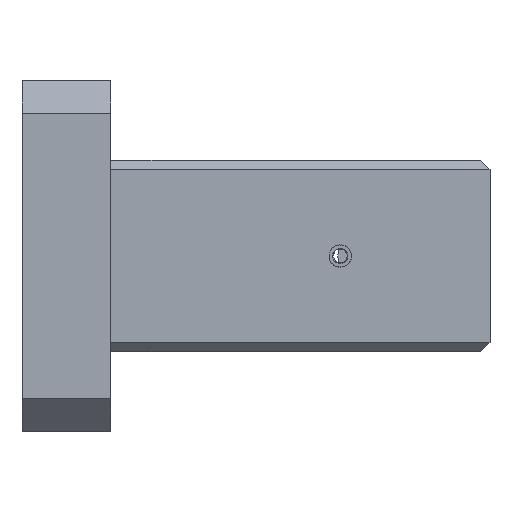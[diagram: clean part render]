
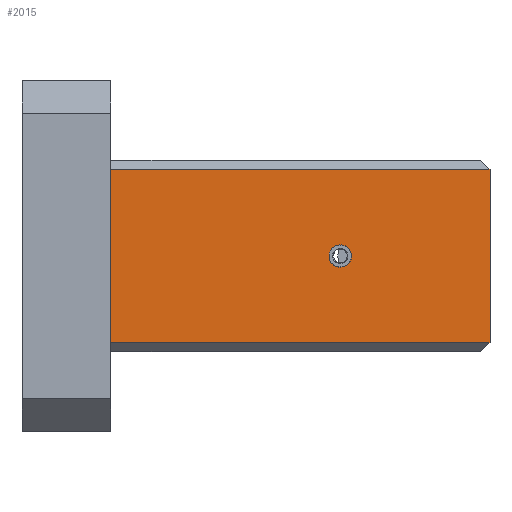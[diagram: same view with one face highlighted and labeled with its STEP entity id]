
A CAD part, front view. The second image highlights one B-rep face of the part: STEP entity #2015.
In plain terms, the highlighted planar face has unit normal (0, -1, 0).
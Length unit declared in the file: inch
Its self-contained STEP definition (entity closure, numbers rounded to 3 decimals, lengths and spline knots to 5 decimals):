
#97 = AXIS2_PLACEMENT_3D ( 'NONE', #1361, #867, #642 ) ;
#99 = ORIENTED_EDGE ( 'NONE', *, *, #1210, .T. ) ;
#123 = VERTEX_POINT ( 'NONE', #1619 ) ;
#166 = VERTEX_POINT ( 'NONE', #2131 ) ;
#243 = ORIENTED_EDGE ( 'NONE', *, *, #2207, .T. ) ;
#252 = CARTESIAN_POINT ( 'NONE',  ( -0.27214, -0.1677, 0.26835 ) ) ;
#291 = ORIENTED_EDGE ( 'NONE', *, *, #2623, .F. ) ;
#329 = VERTEX_POINT ( 'NONE', #533 ) ;
#465 = FACE_BOUND ( 'NONE', #544, .T. ) ;
#487 = DIRECTION ( 'NONE',  ( 0., -1., 0. ) ) ;
#520 = CARTESIAN_POINT ( 'NONE',  ( -0.76214, -0.1677, -0.10665 ) ) ;
#533 = CARTESIAN_POINT ( 'NONE',  ( -0.27214, -0.1677, 0.2449 ) ) ;
#544 = EDGE_LOOP ( 'NONE', ( #2815, #1074 ) ) ;
#548 = LINE ( 'NONE', #1772, #1024 ) ;
#642 = DIRECTION ( 'NONE',  ( -1., 0., 0. ) ) ;
#667 = PLANE ( 'NONE',  #97 ) ;
#683 = CARTESIAN_POINT ( 'NONE',  ( -0.27214, -0.1677, 0.26835 ) ) ;
#784 = CARTESIAN_POINT ( 'NONE',  ( 0.04786, -0.1677, 0.08335 ) ) ;
#861 = VECTOR ( 'NONE', #2593, 39.37008 ) ;
#867 = DIRECTION ( 'NONE',  ( 0., 1., 0. ) ) ;
#874 = CARTESIAN_POINT ( 'NONE',  ( -0.76214, -0.1677, 0.08335 ) ) ;
#962 = AXIS2_PLACEMENT_3D ( 'NONE', #683, #1825, #2297 ) ;
#998 = VERTEX_POINT ( 'NONE', #874 ) ;
#1023 = DIRECTION ( 'NONE',  ( 1., 0., 0. ) ) ;
#1024 = VECTOR ( 'NONE', #2706, 39.37008 ) ;
#1074 = ORIENTED_EDGE ( 'NONE', *, *, #1282, .F. ) ;
#1162 = CIRCLE ( 'NONE', #962, 0.02345 ) ;
#1186 = LINE ( 'NONE', #2351, #861 ) ;
#1210 = EDGE_CURVE ( 'NONE', #2248, #166, #548, .T. ) ;
#1235 = AXIS2_PLACEMENT_3D ( 'NONE', #252, #487, #1648 ) ;
#1282 = EDGE_CURVE ( 'NONE', #123, #329, #1162, .T. ) ;
#1361 = CARTESIAN_POINT ( 'NONE',  ( 0.04786, -0.1677, -0.10665 ) ) ;
#1363 = VECTOR ( 'NONE', #1023, 39.37008 ) ;
#1432 = LINE ( 'NONE', #784, #1363 ) ;
#1583 = CARTESIAN_POINT ( 'NONE',  ( 0.04786, -0.1677, 0.08335 ) ) ;
#1605 = CARTESIAN_POINT ( 'NONE',  ( -0.76214, -0.1677, 0.45335 ) ) ;
#1619 = CARTESIAN_POINT ( 'NONE',  ( -0.27214, -0.1677, 0.2918 ) ) ;
#1633 = ORIENTED_EDGE ( 'NONE', *, *, #2178, .T. ) ;
#1648 = DIRECTION ( 'NONE',  ( 0., 0., -1. ) ) ;
#1652 = VERTEX_POINT ( 'NONE', #1605 ) ;
#1772 = CARTESIAN_POINT ( 'NONE',  ( 0.04786, -0.1677, -0.10665 ) ) ;
#1780 = VECTOR ( 'NONE', #1882, 39.37008 ) ;
#1825 = DIRECTION ( 'NONE',  ( 0., -1., 0. ) ) ;
#1882 = DIRECTION ( 'NONE',  ( 0., 0., 1. ) ) ;
#2015 = ADVANCED_FACE ( 'NONE', ( #465, #2199 ), #667, .F. ) ;
#2131 = CARTESIAN_POINT ( 'NONE',  ( 0.04786, -0.1677, 0.45335 ) ) ;
#2178 = EDGE_CURVE ( 'NONE', #166, #1652, #1186, .T. ) ;
#2199 = FACE_OUTER_BOUND ( 'NONE', #2717, .T. ) ;
#2207 = EDGE_CURVE ( 'NONE', #998, #2248, #1432, .T. ) ;
#2248 = VERTEX_POINT ( 'NONE', #1583 ) ;
#2297 = DIRECTION ( 'NONE',  ( 0., 0., -1. ) ) ;
#2351 = CARTESIAN_POINT ( 'NONE',  ( 0.04786, -0.1677, 0.45335 ) ) ;
#2479 = LINE ( 'NONE', #520, #1780 ) ;
#2506 = CIRCLE ( 'NONE', #1235, 0.02345 ) ;
#2593 = DIRECTION ( 'NONE',  ( -1., 0., 0. ) ) ;
#2623 = EDGE_CURVE ( 'NONE', #998, #1652, #2479, .T. ) ;
#2706 = DIRECTION ( 'NONE',  ( 0., 0., 1. ) ) ;
#2717 = EDGE_LOOP ( 'NONE', ( #99, #1633, #291, #243 ) ) ;
#2815 = ORIENTED_EDGE ( 'NONE', *, *, #2962, .F. ) ;
#2962 = EDGE_CURVE ( 'NONE', #329, #123, #2506, .T. ) ;
